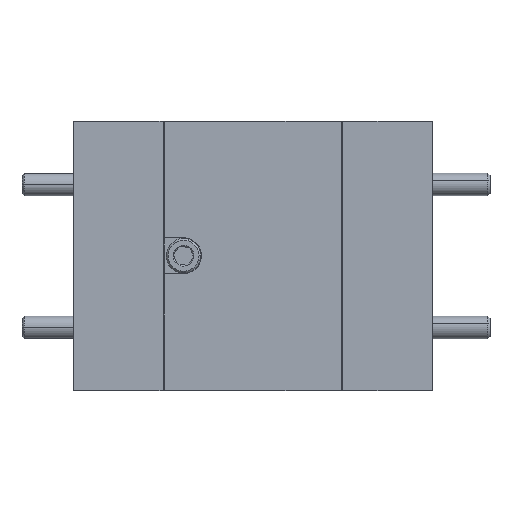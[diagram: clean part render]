
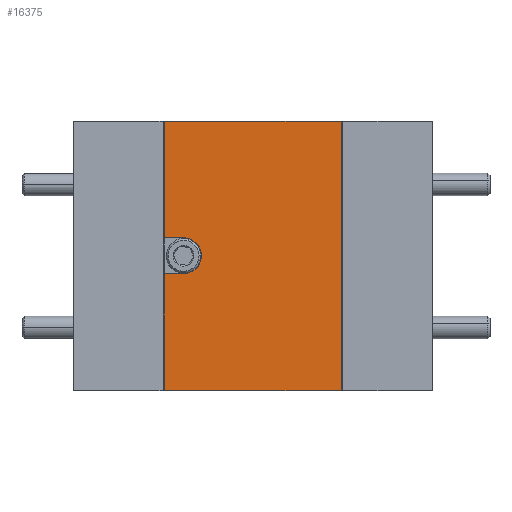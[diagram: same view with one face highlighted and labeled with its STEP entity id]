
A CAD part, top view. The second image highlights one B-rep face of the part: STEP entity #16375.
In plain terms, the highlighted planar face has unit normal (0, 0, 1).
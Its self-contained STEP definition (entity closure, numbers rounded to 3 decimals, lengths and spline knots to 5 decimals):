
#727 = EDGE_LOOP ( 'NONE', ( #27670, #10441, #2001, #8178, #10783, #20550, #2696, #8668 ) ) ;
#785 = EDGE_CURVE ( 'NONE', #6374, #31360, #19612, .T. ) ;
#1869 = DIRECTION ( 'NONE',  ( 1., 0., 0. ) ) ;
#2001 = ORIENTED_EDGE ( 'NONE', *, *, #45669, .F. ) ;
#2223 = CARTESIAN_POINT ( 'NONE',  ( 0.53537, -0.0247, 0.84172 ) ) ;
#2696 = ORIENTED_EDGE ( 'NONE', *, *, #26088, .F. ) ;
#2741 = CARTESIAN_POINT ( 'NONE',  ( 0.09637, 0.3503, 0.84172 ) ) ;
#3876 = EDGE_CURVE ( 'NONE', #38703, #26875, #21424, .T. ) ;
#4174 = LINE ( 'NONE', #23935, #22565 ) ;
#4291 = CIRCLE ( 'NONE', #24093, 0.05 ) ;
#4398 = CARTESIAN_POINT ( 'NONE',  ( 0.53537, 0.7253, 0.84172 ) ) ;
#6374 = VERTEX_POINT ( 'NONE', #36032 ) ;
#7602 = CARTESIAN_POINT ( 'NONE',  ( 0.04337, -0.0247, 0.84172 ) ) ;
#7980 = DIRECTION ( 'NONE',  ( 0., 0., 1. ) ) ;
#8178 = ORIENTED_EDGE ( 'NONE', *, *, #13787, .F. ) ;
#8668 = ORIENTED_EDGE ( 'NONE', *, *, #32861, .T. ) ;
#10287 = LINE ( 'NONE', #4398, #15363 ) ;
#10441 = ORIENTED_EDGE ( 'NONE', *, *, #35468, .F. ) ;
#10783 = ORIENTED_EDGE ( 'NONE', *, *, #785, .T. ) ;
#11110 = CARTESIAN_POINT ( 'NONE',  ( 0.04337, 0.7253, 0.84172 ) ) ;
#12183 = VECTOR ( 'NONE', #22294, 39.37008 ) ;
#13314 = CARTESIAN_POINT ( 'NONE',  ( 0.09637, 0.4003, 0.84172 ) ) ;
#13787 = EDGE_CURVE ( 'NONE', #6374, #34747, #20517, .T. ) ;
#14639 = VECTOR ( 'NONE', #38766, 39.37008 ) ;
#15363 = VECTOR ( 'NONE', #26556, 39.37008 ) ;
#15599 = CARTESIAN_POINT ( 'NONE',  ( 0.04337, 0.7253, 0.84172 ) ) ;
#16375 = ADVANCED_FACE ( 'NONE', ( #18712 ), #18875, .F. ) ;
#18425 = CARTESIAN_POINT ( 'NONE',  ( 0.04337, 0.7253, 0.84172 ) ) ;
#18712 = FACE_OUTER_BOUND ( 'NONE', #727, .T. ) ;
#18875 = PLANE ( 'NONE',  #28498 ) ;
#19612 = LINE ( 'NONE', #11110, #12183 ) ;
#19888 = CARTESIAN_POINT ( 'NONE',  ( 0.09637, 0.3003, 0.84172 ) ) ;
#20517 = LINE ( 'NONE', #19888, #24477 ) ;
#20550 = ORIENTED_EDGE ( 'NONE', *, *, #46277, .F. ) ;
#21424 = LINE ( 'NONE', #15599, #41432 ) ;
#22294 = DIRECTION ( 'NONE',  ( 0., -1., 0. ) ) ;
#22305 = CARTESIAN_POINT ( 'NONE',  ( 0.09637, 0.4003, 0.84172 ) ) ;
#22565 = VECTOR ( 'NONE', #24243, 39.37008 ) ;
#23935 = CARTESIAN_POINT ( 'NONE',  ( 0.53537, 0.7253, 0.84172 ) ) ;
#24093 = AXIS2_PLACEMENT_3D ( 'NONE', #2741, #7980, #30709 ) ;
#24243 = DIRECTION ( 'NONE',  ( 0., -1., 0. ) ) ;
#24477 = VECTOR ( 'NONE', #1869, 39.37008 ) ;
#25697 = CARTESIAN_POINT ( 'NONE',  ( 0.09637, 0.3003, 0.84172 ) ) ;
#26088 = EDGE_CURVE ( 'NONE', #42580, #35361, #4174, .T. ) ;
#26556 = DIRECTION ( 'NONE',  ( -1., 0., 0. ) ) ;
#26875 = VERTEX_POINT ( 'NONE', #33010 ) ;
#27670 = ORIENTED_EDGE ( 'NONE', *, *, #3876, .T. ) ;
#27743 = LINE ( 'NONE', #13314, #30033 ) ;
#28498 = AXIS2_PLACEMENT_3D ( 'NONE', #41156, #38195, #45648 ) ;
#30033 = VECTOR ( 'NONE', #35386, 39.37008 ) ;
#30709 = DIRECTION ( 'NONE',  ( -1., 0., 0. ) ) ;
#31360 = VERTEX_POINT ( 'NONE', #7602 ) ;
#32861 = EDGE_CURVE ( 'NONE', #42580, #38703, #10287, .T. ) ;
#33010 = CARTESIAN_POINT ( 'NONE',  ( 0.04337, 0.4003, 0.84172 ) ) ;
#34021 = CARTESIAN_POINT ( 'NONE',  ( 0.53537, 0.7253, 0.84172 ) ) ;
#34747 = VERTEX_POINT ( 'NONE', #25697 ) ;
#35361 = VERTEX_POINT ( 'NONE', #46226 ) ;
#35386 = DIRECTION ( 'NONE',  ( -1., 0., 0. ) ) ;
#35468 = EDGE_CURVE ( 'NONE', #35691, #26875, #27743, .T. ) ;
#35691 = VERTEX_POINT ( 'NONE', #22305 ) ;
#36032 = CARTESIAN_POINT ( 'NONE',  ( 0.04337, 0.3003, 0.84172 ) ) ;
#37497 = DIRECTION ( 'NONE',  ( 0., -1., 0. ) ) ;
#38195 = DIRECTION ( 'NONE',  ( 0., 0., -1. ) ) ;
#38703 = VERTEX_POINT ( 'NONE', #18425 ) ;
#38766 = DIRECTION ( 'NONE',  ( -1., 0., 0. ) ) ;
#41156 = CARTESIAN_POINT ( 'NONE',  ( 0.53537, 0.7253, 0.84172 ) ) ;
#41432 = VECTOR ( 'NONE', #37497, 39.37008 ) ;
#41608 = LINE ( 'NONE', #2223, #14639 ) ;
#42580 = VERTEX_POINT ( 'NONE', #34021 ) ;
#45648 = DIRECTION ( 'NONE',  ( 1., 0., 0. ) ) ;
#45669 = EDGE_CURVE ( 'NONE', #34747, #35691, #4291, .T. ) ;
#46226 = CARTESIAN_POINT ( 'NONE',  ( 0.53537, -0.0247, 0.84172 ) ) ;
#46277 = EDGE_CURVE ( 'NONE', #35361, #31360, #41608, .T. ) ;
